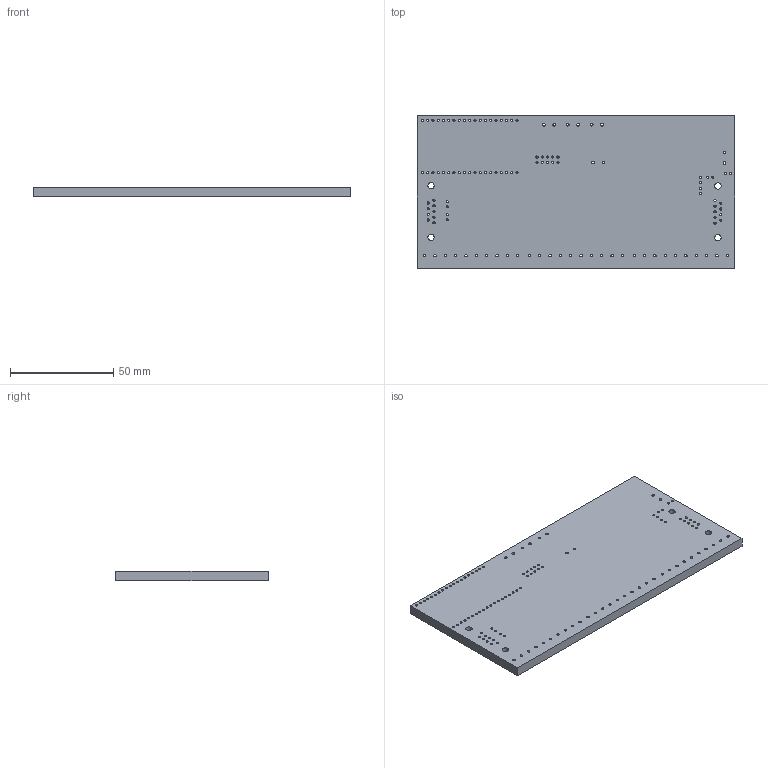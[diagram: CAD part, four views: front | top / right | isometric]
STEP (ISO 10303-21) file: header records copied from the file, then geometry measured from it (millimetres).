
FILE_DESCRIPTION(('KiCad electronic assembly'),'2;1');
FILE_NAME('PLC-CIM.step','2023-11-09T17:46:56',('Pcbnew'),('Kicad'), 'Open CASCADE STEP processor 7.6','KiCad to STEP converter','Unknown' );
FILE_SCHEMA(('AUTOMOTIVE_DESIGN { 1 0 10303 214 1 1 1 1 }'));
Length unit declared in the file: millimetre
Products named in the file (2): PLC-CIM 1; PLC-CIM PCB
Assembly tree (1 placements, depth 2):
  PLC-CIM 1
    PLC-CIM PCB
Bounding box: 153.47 x 73.66 x 4.69 mm (x, y, z)
Volume: 52360.6 mm3; surface area: 26531.9 mm2
Topology: 1 solids, 1 shells, 128 faces, 378 edges, 252 vertices
Faces by surface type: cylinder 122, plane 6
Full cylindrical faces by diameter (mm): 1 x22, 1.02 x38, 1.04 x18, 1.2 x30, 1.3 x10, 3.05 x4
Entity records: 10607 total; most frequent: CARTESIAN_POINT 2980, DIRECTION 1394, ORIENTED_EDGE 756, PCURVE 756, DEFINITIONAL_REPRESENTATION 756, LINE 646, VECTOR 646, EDGE_CURVE 378
